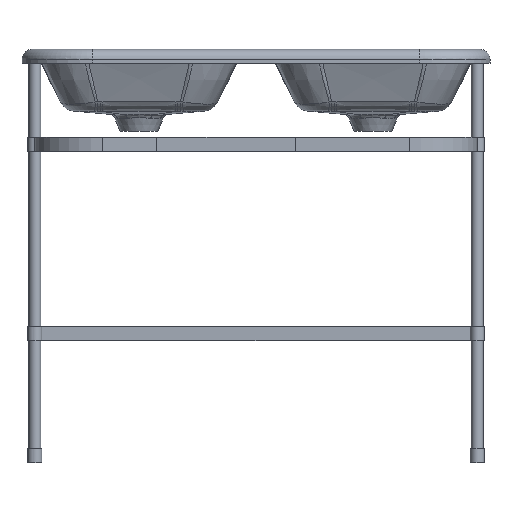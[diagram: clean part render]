
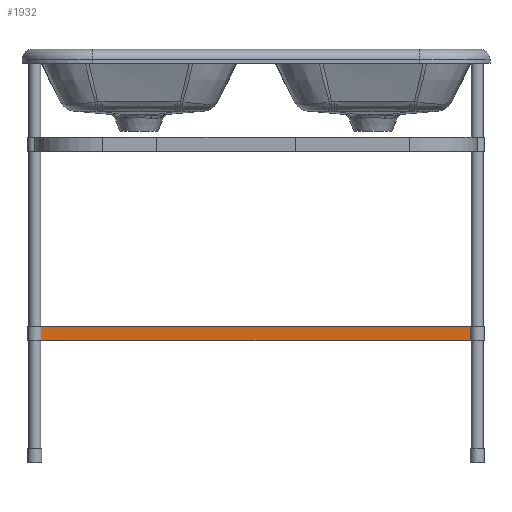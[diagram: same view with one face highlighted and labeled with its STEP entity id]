
A CAD part, front view. The second image highlights one B-rep face of the part: STEP entity #1932.
In plain terms, the highlighted planar face has unit normal (0, -1, 0).
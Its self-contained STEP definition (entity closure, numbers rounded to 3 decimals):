
#1812=CARTESIAN_POINT('',(17970.5,-1676.4,-9093.2));
#1813=VERTEX_POINT('',#1812);
#1820=CARTESIAN_POINT('',(17970.5,-1676.4,-9855.2));
#1821=VERTEX_POINT('',#1820);
#1822=CARTESIAN_POINT('',(17970.5,-1676.4,-9093.2));
#1823=DIRECTION('',(0.,0.,-1.));
#1824=VECTOR('',#1823,762.);
#1825=LINE('',#1822,#1824);
#1826=EDGE_CURVE('',#1813,#1821,#1825,.T.);
#1850=CARTESIAN_POINT('',(-5270.5,-1676.4,-9093.2));
#1851=VERTEX_POINT('',#1850);
#1858=CARTESIAN_POINT('',(-5270.5,-1676.4,-9093.2));
#1859=DIRECTION('',(1.,0.,0.));
#1860=VECTOR('',#1859,23241.);
#1861=LINE('',#1858,#1860);
#1862=EDGE_CURVE('',#1851,#1813,#1861,.T.);
#1897=CARTESIAN_POINT('',(-5270.5,-1676.4,-9855.2));
#1898=VERTEX_POINT('',#1897);
#1899=CARTESIAN_POINT('',(17970.5,-1676.4,-9855.2));
#1900=DIRECTION('',(-1.,0.,0.));
#1901=VECTOR('',#1900,23241.);
#1902=LINE('',#1899,#1901);
#1903=EDGE_CURVE('',#1821,#1898,#1902,.T.);
#1916=CARTESIAN_POINT('',(6350.,-1676.4,-9474.2));
#1917=DIRECTION('',(0.,0.,-1.));
#1918=DIRECTION('',(0.,-1.,0.));
#1919=AXIS2_PLACEMENT_3D('',#1916,#1918,#1917);
#1920=PLANE('',#1919);
#1921=ORIENTED_EDGE('',*,*,#1862,.F.);
#1922=CARTESIAN_POINT('',(-5270.5,-1676.4,-9093.2));
#1923=DIRECTION('',(0.,0.,-1.));
#1924=VECTOR('',#1923,762.);
#1925=LINE('',#1922,#1924);
#1926=EDGE_CURVE('',#1851,#1898,#1925,.T.);
#1927=ORIENTED_EDGE('E140',*,*,#1926,.T.);
#1928=ORIENTED_EDGE('E140',*,*,#1903,.F.);
#1929=ORIENTED_EDGE('E140',*,*,#1826,.F.);
#1930=EDGE_LOOP('',(#1921,#1927,#1928,#1929));
#1931=FACE_OUTER_BOUND('',#1930,.T.);
#1932=ADVANCED_FACE('F73',(#1931),#1920,.T.);
